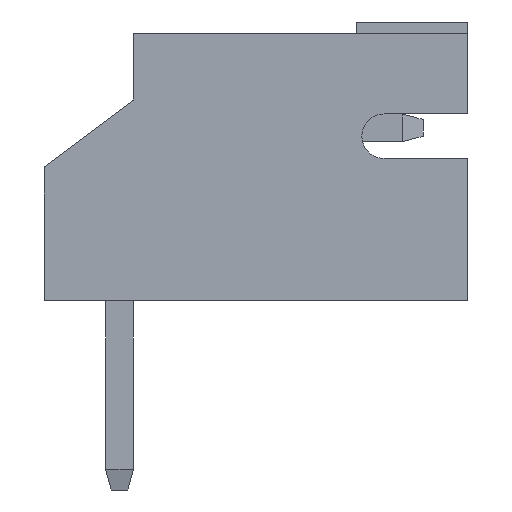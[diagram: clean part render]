
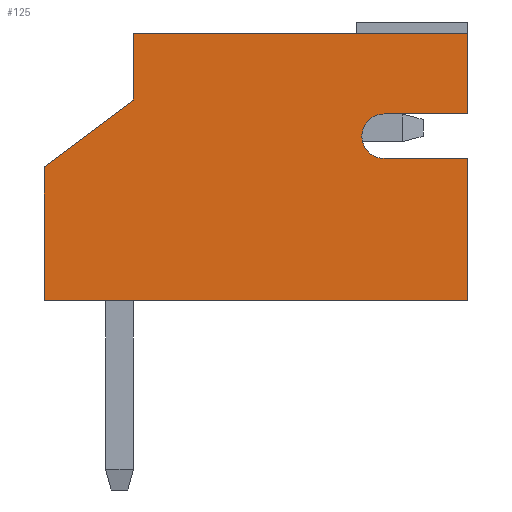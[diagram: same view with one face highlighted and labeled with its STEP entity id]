
A CAD part, left-side view. The second image highlights one B-rep face of the part: STEP entity #125.
In plain terms, the highlighted planar face has unit normal (-1, 0, 0).
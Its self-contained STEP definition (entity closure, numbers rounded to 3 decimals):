
#125=ADVANCED_FACE('',(#4222),#4224,.T.);
#4222=FACE_BOUND('',#4223,.T.);
#4223=EDGE_LOOP('',(#7542,#7543,#7544,#7545,#7546,#7547,#7548,#7549,#7550,#7551));
#4224=PLANE('',#4225);
#4225=AXIS2_PLACEMENT_3D('',#4226,#4227,#4228);
#4226=CARTESIAN_POINT('',(-1.95,0.,0.));
#4227=DIRECTION('',(-1.,0.,0.));
#4228=DIRECTION('',(0.,0.,1.));
#7542=ORIENTED_EDGE('',*,*,#9827,.T.);
#7543=ORIENTED_EDGE('',*,*,#9735,.T.);
#7544=ORIENTED_EDGE('',*,*,#9821,.T.);
#7545=ORIENTED_EDGE('',*,*,#9828,.T.);
#7546=ORIENTED_EDGE('',*,*,#9829,.T.);
#7547=ORIENTED_EDGE('',*,*,#9830,.T.);
#7548=ORIENTED_EDGE('',*,*,#9831,.T.);
#7549=ORIENTED_EDGE('',*,*,#9832,.T.);
#7550=ORIENTED_EDGE('',*,*,#9833,.T.);
#7551=ORIENTED_EDGE('',*,*,#9834,.T.);
#9735=EDGE_CURVE('',#10892,#10890,#10893,.T.);
#9821=EDGE_CURVE('',#10890,#11058,#11060,.T.);
#9827=EDGE_CURVE('',#11068,#10892,#11069,.F.);
#9828=EDGE_CURVE('',#11058,#11070,#11071,.T.);
#9829=EDGE_CURVE('',#11070,#11072,#11073,.T.);
#9830=EDGE_CURVE('',#11072,#11074,#11075,.T.);
#9831=EDGE_CURVE('',#11074,#11076,#11077,.T.);
#9832=EDGE_CURVE('',#11076,#11078,#11079,.T.);
#9833=EDGE_CURVE('',#11078,#11080,#11081,.F.);
#9834=EDGE_CURVE('',#11080,#11068,#11082,.F.);
#10890=VERTEX_POINT('',#12773);
#10892=VERTEX_POINT('',#12777);
#10893=LINE('',#12778,#12779);
#11058=VERTEX_POINT('',#13113);
#11060=LINE('',#13117,#13118);
#11068=VERTEX_POINT('',#13137);
#11069=LINE('',#13138,#13139);
#11070=VERTEX_POINT('',#13141);
#11071=LINE('',#13142,#13143);
#11072=VERTEX_POINT('',#13145);
#11073=LINE('',#13146,#13147);
#11074=VERTEX_POINT('',#13149);
#11075=LINE('',#13150,#13151);
#11076=VERTEX_POINT('',#13153);
#11077=LINE('',#13154,#13155);
#11078=VERTEX_POINT('',#13157);
#11079=LINE('',#13158,#13159);
#11080=VERTEX_POINT('',#13161);
#11081=LINE('',#13162,#13163);
#11082=CIRCLE('',#13165,0.4);
#12773=CARTESIAN_POINT('',(-1.95,-6.25,4.8));
#12777=CARTESIAN_POINT('',(-1.95,-6.25,3.35));
#12778=CARTESIAN_POINT('',(-1.95,-6.25,3.35));
#12779=VECTOR('',#12780,1.);
#12780=DIRECTION('',(0.,0.,1.));
#13113=CARTESIAN_POINT('',(-1.95,-0.25,4.8));
#13117=CARTESIAN_POINT('',(-1.95,-6.25,4.8));
#13118=VECTOR('',#13119,1.);
#13119=DIRECTION('',(0.,1.,0.));
#13137=CARTESIAN_POINT('',(-1.95,-4.75,3.35));
#13138=CARTESIAN_POINT('',(-1.95,-6.25,3.35));
#13139=VECTOR('',#13140,1.);
#13140=DIRECTION('',(0.,1.,0.));
#13141=CARTESIAN_POINT('',(-1.95,-0.25,3.6));
#13142=CARTESIAN_POINT('',(-1.95,-0.25,4.8));
#13143=VECTOR('',#13144,1.);
#13144=DIRECTION('',(0.,0.,-1.));
#13145=CARTESIAN_POINT('',(-1.95,1.35,2.4));
#13146=CARTESIAN_POINT('',(-1.95,-0.25,3.6));
#13147=VECTOR('',#13148,1.);
#13148=DIRECTION('',(0.,0.8,-0.6));
#13149=CARTESIAN_POINT('',(-1.95,1.35,0.));
#13150=CARTESIAN_POINT('',(-1.95,1.35,2.4));
#13151=VECTOR('',#13152,1.);
#13152=DIRECTION('',(0.,0.,-1.));
#13153=CARTESIAN_POINT('',(-1.95,-6.25,0.));
#13154=CARTESIAN_POINT('',(-1.95,1.35,0.));
#13155=VECTOR('',#13156,1.);
#13156=DIRECTION('',(0.,-1.,0.));
#13157=CARTESIAN_POINT('',(-1.95,-6.25,2.55));
#13158=CARTESIAN_POINT('',(-1.95,-6.25,0.));
#13159=VECTOR('',#13160,1.);
#13160=DIRECTION('',(0.,0.,1.));
#13161=CARTESIAN_POINT('',(-1.95,-4.75,2.55));
#13162=CARTESIAN_POINT('',(-1.95,-4.75,2.55));
#13163=VECTOR('',#13164,1.);
#13164=DIRECTION('',(0.,-1.,0.));
#13165=AXIS2_PLACEMENT_3D('',#13166,#13167,#13168);
#13166=CARTESIAN_POINT('',(-1.95,-4.75,2.95));
#13167=DIRECTION('',(-1.,0.,0.));
#13168=DIRECTION('',(0.,0.,1.));
